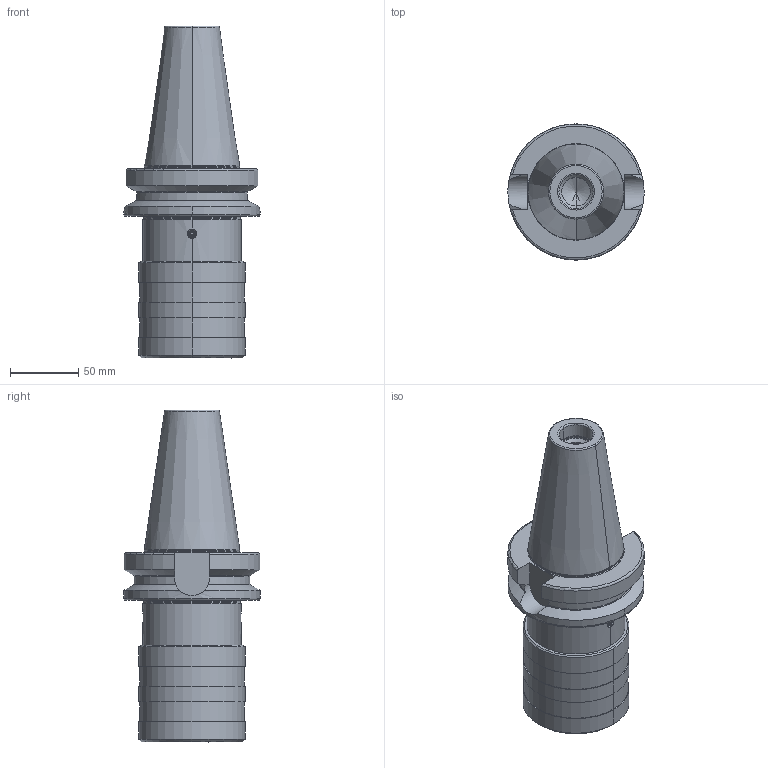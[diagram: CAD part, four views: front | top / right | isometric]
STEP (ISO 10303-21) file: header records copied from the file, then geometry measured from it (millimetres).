
FILE_DESCRIPTION((''),'2;1');
FILE_NAME('505_16_36','2020-11-09T',('103090'),(''),'CREO PARAMETRIC BY PTC INC, 2016260','CREO PARAMETRIC BY PTC INC, 2016260','');
FILE_SCHEMA(('CONFIG_CONTROL_DESIGN'));
Length unit declared in the file: millimetre
Products named in the file (1): 505_16_36
Bounding box: 100 x 100 x 243.8 mm (x, y, z)
Volume: 826981.9 mm3; surface area: 92887.6 mm2
Topology: 1 solids, 1 shells, 155 faces, 374 edges, 224 vertices
Faces by surface type: plane 45, cylinder 42, cone 38, torus 24, sphere 6
Entity records: 4954 total; most frequent: CARTESIAN_POINT 1326, DIRECTION 786, ORIENTED_EDGE 732, EDGE_CURVE 366, AXIS2_PLACEMENT_3D 328, VERTEX_POINT 224, EDGE_LOOP 170, CIRCLE 170
